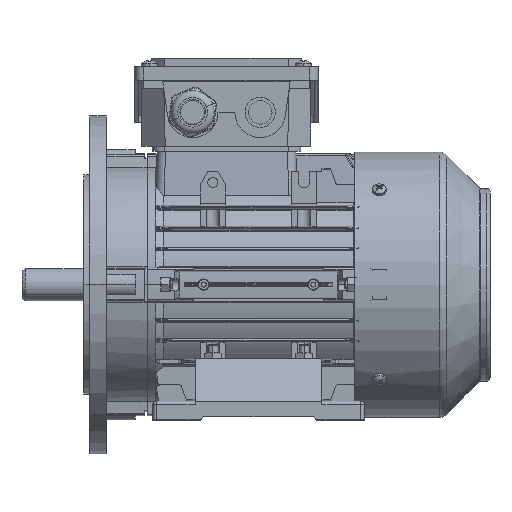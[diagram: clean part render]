
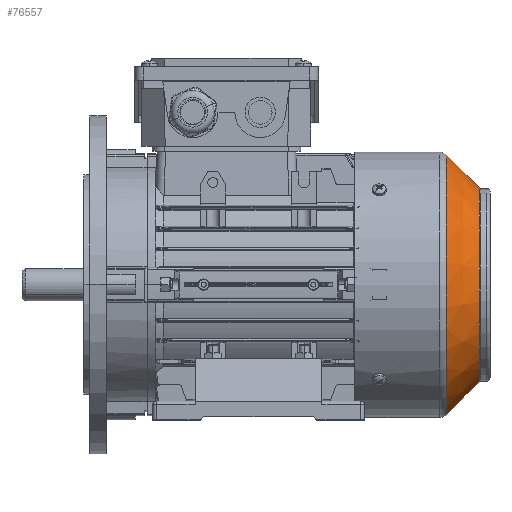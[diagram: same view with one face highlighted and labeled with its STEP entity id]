
A CAD part, top view. The second image highlights one B-rep face of the part: STEP entity #76557.
In plain terms, the highlighted conical face has half-angle 45 degrees and reference radius 76.793 mm.
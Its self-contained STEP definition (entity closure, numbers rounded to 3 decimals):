
#11093 = CARTESIAN_POINT ( 'NONE',  ( 6.293, 0., 57.293 ) ) ;
#11094 = DIRECTION ( 'NONE',  ( 0., 0., 1. ) ) ;
#11096 = DIRECTION ( 'NONE',  ( -1., 0., 0. ) ) ;
#11097 = CARTESIAN_POINT ( 'NONE',  ( 6.293, 0., 0. ) ) ;
#11098 = AXIS2_PLACEMENT_3D ( 'NONE', #11097, #11096, #11094 ) ;
#11099 = CIRCLE ( 'NONE', #11098, 57.293 ) ;
#11110 = CARTESIAN_POINT ( 'NONE',  ( 6.293, 0., -57.293 ) ) ;
#11306 = CARTESIAN_POINT ( 'NONE',  ( 25.793, 0., -76.793 ) ) ;
#11328 = CARTESIAN_POINT ( 'NONE',  ( 25.793, 0., 76.793 ) ) ;
#11331 = DIRECTION ( 'NONE',  ( 0.707, 0., 0.707 ) ) ;
#11333 = VECTOR ( 'NONE', #11331, 1000. ) ;
#11334 = CARTESIAN_POINT ( 'NONE',  ( 25.793, 0., 76.793 ) ) ;
#11335 = LINE ( 'NONE', #11334, #11333 ) ;
#11392 = DIRECTION ( 'NONE',  ( 0.707, 0., -0.707 ) ) ;
#11393 = VECTOR ( 'NONE', #11392, 1000. ) ;
#11395 = CARTESIAN_POINT ( 'NONE',  ( 25.793, 0., -76.793 ) ) ;
#11412 = LINE ( 'NONE', #11395, #11393 ) ;
#56199 = DIRECTION ( 'NONE',  ( 0., 0., 1. ) ) ;
#56200 = DIRECTION ( 'NONE',  ( -1., 0., 0. ) ) ;
#56201 = CARTESIAN_POINT ( 'NONE',  ( 25.793, 0., 0. ) ) ;
#56202 = AXIS2_PLACEMENT_3D ( 'NONE', #56201, #56200, #56199 ) ;
#56203 = CIRCLE ( 'NONE', #56202, 76.793 ) ;
#56349 = DIRECTION ( 'NONE',  ( 0., 0., -1. ) ) ;
#56350 = DIRECTION ( 'NONE',  ( 1., 0., 0. ) ) ;
#56351 = CARTESIAN_POINT ( 'NONE',  ( 25.793, 0., 0. ) ) ;
#56352 = AXIS2_PLACEMENT_3D ( 'NONE', #56351, #56350, #56349 ) ;
#56354 = CONICAL_SURFACE ( 'NONE', #56352, 76.793, 0.785 ) ;
#56359 = FACE_OUTER_BOUND ( 'NONE', #76458, .T. ) ;
#70230 = VERTEX_POINT ( 'NONE', #11110 ) ;
#70240 = EDGE_CURVE ( 'NONE', #70230, #70242, #11099, .T. ) ;
#70242 = VERTEX_POINT ( 'NONE', #11093 ) ;
#70323 = EDGE_CURVE ( 'NONE', #70242, #70324, #11335, .T. ) ;
#70324 = VERTEX_POINT ( 'NONE', #11328 ) ;
#70333 = VERTEX_POINT ( 'NONE', #11306 ) ;
#70386 = EDGE_CURVE ( 'NONE', #70230, #70333, #11412, .T. ) ;
#76455 = EDGE_CURVE ( 'NONE', #70333, #70324, #56203, .T. ) ;
#76458 = EDGE_LOOP ( 'NONE', ( #76559, #76562, #76564, #76566 ) ) ;
#76557 = ADVANCED_FACE ( 'NONE', ( #56359 ), #56354, .T. ) ;
#76559 = ORIENTED_EDGE ( 'NONE', *, *, #70323, .F. ) ;
#76562 = ORIENTED_EDGE ( 'NONE', *, *, #70240, .F. ) ;
#76564 = ORIENTED_EDGE ( 'NONE', *, *, #70386, .T. ) ;
#76566 = ORIENTED_EDGE ( 'NONE', *, *, #76455, .T. ) ;
